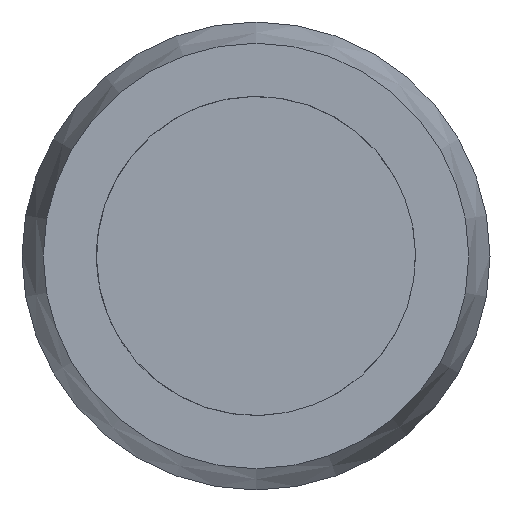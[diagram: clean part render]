
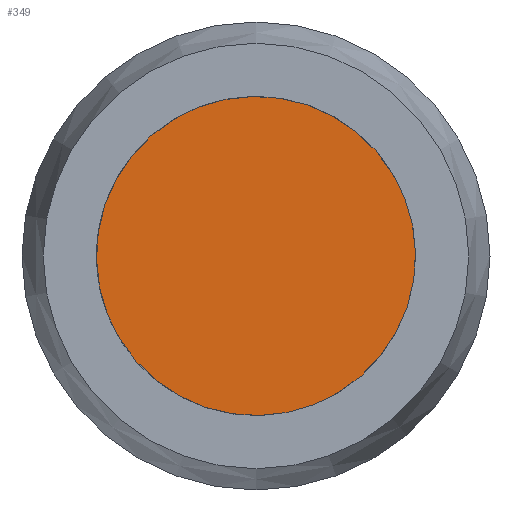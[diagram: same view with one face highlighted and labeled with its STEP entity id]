
A CAD part, left-side view. The second image highlights one B-rep face of the part: STEP entity #349.
In plain terms, the highlighted planar face has unit normal (-1, 0, 0).
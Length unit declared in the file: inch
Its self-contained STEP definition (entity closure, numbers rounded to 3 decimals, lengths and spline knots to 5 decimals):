
#18 = CARTESIAN_POINT ( 'NONE',  ( -0.272, 0., 0. ) ) ;
#21 = DIRECTION ( 'NONE',  ( -1., 0., 0. ) ) ;
#45 = VERTEX_POINT ( 'NONE', #67 ) ;
#67 = CARTESIAN_POINT ( 'NONE',  ( -0.272, -0.0038, -0.00979 ) ) ;
#99 = EDGE_CURVE ( 'NONE', #45, #45, #329, .T. ) ;
#125 = ORIENTED_EDGE ( 'NONE', *, *, #99, .F. ) ;
#139 = DIRECTION ( 'NONE',  ( 1., 0., 0. ) ) ;
#146 = DIRECTION ( 'NONE',  ( 0., -0.362, -0.932 ) ) ;
#182 = DIRECTION ( 'NONE',  ( 0., 0.362, 0.932 ) ) ;
#213 = AXIS2_PLACEMENT_3D ( 'NONE', #18, #21, #182 ) ;
#215 = AXIS2_PLACEMENT_3D ( 'NONE', #318, #139, #146 ) ;
#286 = PLANE ( 'NONE',  #213 ) ;
#316 = FACE_OUTER_BOUND ( 'NONE', #343, .T. ) ;
#318 = CARTESIAN_POINT ( 'NONE',  ( -0.272, 0., 0. ) ) ;
#329 = CIRCLE ( 'NONE', #215, 0.0105 ) ;
#343 = EDGE_LOOP ( 'NONE', ( #125 ) ) ;
#349 = ADVANCED_FACE ( 'NONE', ( #316 ), #286, .T. ) ;
